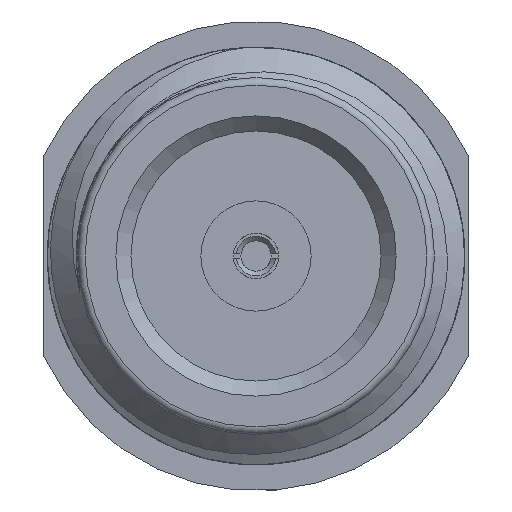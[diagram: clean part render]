
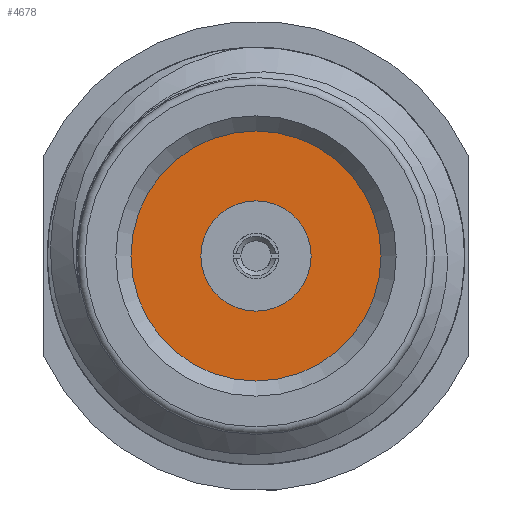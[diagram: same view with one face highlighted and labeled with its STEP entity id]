
A CAD part, left-side view. The second image highlights one B-rep face of the part: STEP entity #4678.
In plain terms, the highlighted planar face has unit normal (-1, 0, 0).
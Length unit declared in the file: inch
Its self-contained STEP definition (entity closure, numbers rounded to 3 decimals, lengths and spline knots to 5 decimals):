
#35 = DIRECTION ( 'NONE',  ( -1., 0., 0. ) ) ;
#87 = FACE_OUTER_BOUND ( 'NONE', #3213, .T. ) ;
#504 = CARTESIAN_POINT ( 'NONE',  ( 0.087, 0.03642, 0. ) ) ;
#568 = CIRCLE ( 'NONE', #1397, 0.03642 ) ;
#771 = FACE_BOUND ( 'NONE', #3471, .T. ) ;
#922 = VERTEX_POINT ( 'NONE', #504 ) ;
#999 = AXIS2_PLACEMENT_3D ( 'NONE', #2735, #35, #2818 ) ;
#1111 = EDGE_CURVE ( 'NONE', #922, #922, #568, .T. ) ;
#1240 = DIRECTION ( 'NONE',  ( 0., 1., 0. ) ) ;
#1397 = AXIS2_PLACEMENT_3D ( 'NONE', #2713, #1424, #4606 ) ;
#1424 = DIRECTION ( 'NONE',  ( -1., 0., 0. ) ) ;
#1750 = AXIS2_PLACEMENT_3D ( 'NONE', #3122, #3923, #1240 ) ;
#2713 = CARTESIAN_POINT ( 'NONE',  ( 0.087, 0., 0. ) ) ;
#2717 = ORIENTED_EDGE ( 'NONE', *, *, #4752, .T. ) ;
#2735 = CARTESIAN_POINT ( 'NONE',  ( 0.087, 0., 0. ) ) ;
#2818 = DIRECTION ( 'NONE',  ( 0., 1., 0. ) ) ;
#2901 = CIRCLE ( 'NONE', #999, 0.0825 ) ;
#3068 = CARTESIAN_POINT ( 'NONE',  ( 0.087, 0.0825, 0. ) ) ;
#3122 = CARTESIAN_POINT ( 'NONE',  ( 0.087, 0., 0. ) ) ;
#3213 = EDGE_LOOP ( 'NONE', ( #2717 ) ) ;
#3471 = EDGE_LOOP ( 'NONE', ( #4083 ) ) ;
#3923 = DIRECTION ( 'NONE',  ( -1., 0., 0. ) ) ;
#4001 = PLANE ( 'NONE',  #1750 ) ;
#4083 = ORIENTED_EDGE ( 'NONE', *, *, #1111, .F. ) ;
#4606 = DIRECTION ( 'NONE',  ( 0., 1., 0. ) ) ;
#4678 = ADVANCED_FACE ( 'NONE', ( #87, #771 ), #4001, .T. ) ;
#4752 = EDGE_CURVE ( 'NONE', #5030, #5030, #2901, .T. ) ;
#5030 = VERTEX_POINT ( 'NONE', #3068 ) ;
